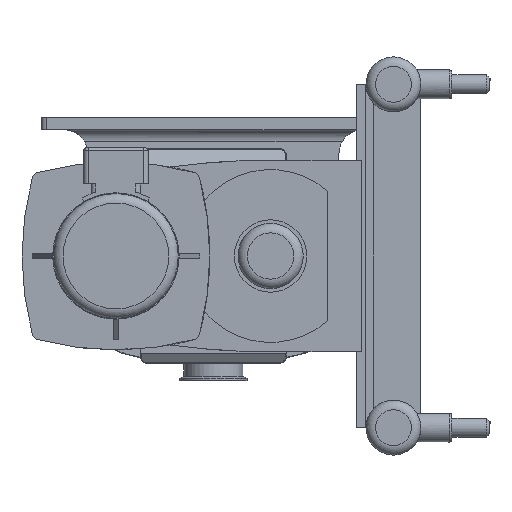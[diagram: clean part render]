
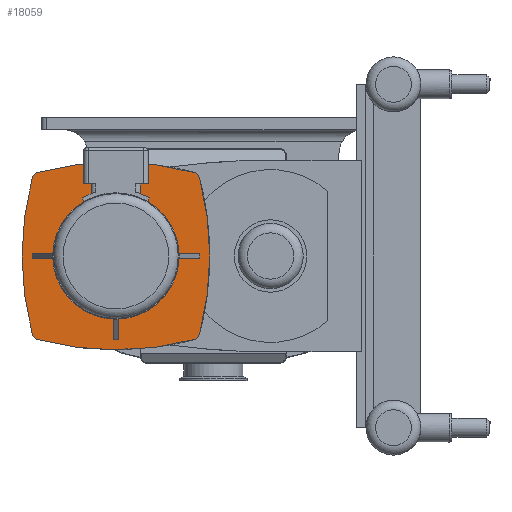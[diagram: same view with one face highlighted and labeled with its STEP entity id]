
A CAD part, left-side view. The second image highlights one B-rep face of the part: STEP entity #18059.
In plain terms, the highlighted planar face has unit normal (-1, 0, 0).
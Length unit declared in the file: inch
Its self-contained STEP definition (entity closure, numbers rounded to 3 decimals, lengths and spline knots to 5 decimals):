
#618=FACE_BOUND('',#3527,.T.);
#1108=CIRCLE('',#19260,0.39);
#1109=CIRCLE('',#19261,15.75);
#1110=CIRCLE('',#19262,0.39);
#1111=CIRCLE('',#19263,15.75);
#1112=CIRCLE('',#19264,0.39);
#1113=CIRCLE('',#19265,15.75);
#1114=CIRCLE('',#19266,0.39);
#1115=CIRCLE('',#19267,15.75);
#1116=CIRCLE('',#19268,2.50338);
#1117=CIRCLE('',#19269,2.50338);
#1118=CIRCLE('',#19270,2.50338);
#1119=CIRCLE('',#19271,2.50338);
#2431=FACE_OUTER_BOUND('',#3526,.T.);
#3526=EDGE_LOOP('',(#12975,#12976,#12977,#12978,#12979,#12980,#12981,#12982));
#3527=EDGE_LOOP('',(#12983,#12984,#12985,#12986,#12987,#12988,#12989,#12990,
#12991,#12992,#12993,#12994,#12995,#12996,#12997,#12998));
#4842=LINE('',#28310,#6244);
#4846=LINE('',#28318,#6248);
#4849=LINE('',#28329,#6251);
#4853=LINE('',#28337,#6255);
#4856=LINE('',#28348,#6258);
#4860=LINE('',#28360,#6262);
#4863=LINE('',#28371,#6265);
#4867=LINE('',#28382,#6269);
#4869=LINE('',#28386,#6271);
#4872=LINE('',#28416,#6274);
#4873=LINE('',#28418,#6275);
#4874=LINE('',#28420,#6276);
#6244=VECTOR('',#21949,0.3937);
#6248=VECTOR('',#21955,0.3937);
#6251=VECTOR('',#21960,0.3937);
#6255=VECTOR('',#21966,0.3937);
#6258=VECTOR('',#21971,0.3937);
#6262=VECTOR('',#21977,0.3937);
#6265=VECTOR('',#21982,0.3937);
#6269=VECTOR('',#21988,0.3937);
#6271=VECTOR('',#21992,0.3937);
#6274=VECTOR('',#22019,0.3937);
#6275=VECTOR('',#22020,0.3937);
#6276=VECTOR('',#22021,0.3937);
#7672=VERTEX_POINT('',#28308);
#7673=VERTEX_POINT('',#28309);
#7676=VERTEX_POINT('',#28317);
#7679=VERTEX_POINT('',#28327);
#7680=VERTEX_POINT('',#28328);
#7683=VERTEX_POINT('',#28336);
#7686=VERTEX_POINT('',#28346);
#7687=VERTEX_POINT('',#28347);
#7691=VERTEX_POINT('',#28359);
#7694=VERTEX_POINT('',#28369);
#7695=VERTEX_POINT('',#28370);
#7699=VERTEX_POINT('',#28385);
#7702=VERTEX_POINT('',#28395);
#7703=VERTEX_POINT('',#28396);
#7704=VERTEX_POINT('',#28398);
#7705=VERTEX_POINT('',#28400);
#7706=VERTEX_POINT('',#28402);
#7707=VERTEX_POINT('',#28404);
#7708=VERTEX_POINT('',#28406);
#7709=VERTEX_POINT('',#28408);
#7710=VERTEX_POINT('',#28413);
#7711=VERTEX_POINT('',#28415);
#7712=VERTEX_POINT('',#28417);
#7713=VERTEX_POINT('',#28419);
#9637=EDGE_CURVE('',#7672,#7673,#4842,.T.);
#9641=EDGE_CURVE('',#7676,#7672,#4846,.T.);
#9645=EDGE_CURVE('',#7679,#7680,#4849,.T.);
#9649=EDGE_CURVE('',#7680,#7683,#4853,.T.);
#9653=EDGE_CURVE('',#7686,#7687,#4856,.T.);
#9658=EDGE_CURVE('',#7691,#7679,#4860,.T.);
#9662=EDGE_CURVE('',#7694,#7695,#4863,.T.);
#9667=EDGE_CURVE('',#7687,#7694,#4867,.T.);
#9669=EDGE_CURVE('',#7673,#7699,#4869,.T.);
#9673=EDGE_CURVE('',#7702,#7703,#1108,.T.);
#9674=EDGE_CURVE('',#7702,#7704,#1109,.T.);
#9675=EDGE_CURVE('',#7705,#7704,#1110,.T.);
#9676=EDGE_CURVE('',#7705,#7706,#1111,.T.);
#9677=EDGE_CURVE('',#7707,#7706,#1112,.T.);
#9678=EDGE_CURVE('',#7707,#7708,#1113,.T.);
#9679=EDGE_CURVE('',#7709,#7708,#1114,.T.);
#9680=EDGE_CURVE('',#7709,#7703,#1115,.T.);
#9681=EDGE_CURVE('',#7695,#7676,#1116,.T.);
#9682=EDGE_CURVE('',#7699,#7691,#1117,.T.);
#9683=EDGE_CURVE('',#7683,#7710,#1118,.T.);
#9684=EDGE_CURVE('',#7710,#7711,#4872,.T.);
#9685=EDGE_CURVE('',#7711,#7712,#4873,.T.);
#9686=EDGE_CURVE('',#7712,#7713,#4874,.T.);
#9687=EDGE_CURVE('',#7713,#7686,#1119,.T.);
#12975=ORIENTED_EDGE('',*,*,#9673,.F.);
#12976=ORIENTED_EDGE('',*,*,#9674,.T.);
#12977=ORIENTED_EDGE('',*,*,#9675,.F.);
#12978=ORIENTED_EDGE('',*,*,#9676,.T.);
#12979=ORIENTED_EDGE('',*,*,#9677,.F.);
#12980=ORIENTED_EDGE('',*,*,#9678,.T.);
#12981=ORIENTED_EDGE('',*,*,#9679,.F.);
#12982=ORIENTED_EDGE('',*,*,#9680,.T.);
#12983=ORIENTED_EDGE('',*,*,#9653,.T.);
#12984=ORIENTED_EDGE('',*,*,#9667,.T.);
#12985=ORIENTED_EDGE('',*,*,#9662,.T.);
#12986=ORIENTED_EDGE('',*,*,#9681,.T.);
#12987=ORIENTED_EDGE('',*,*,#9641,.T.);
#12988=ORIENTED_EDGE('',*,*,#9637,.T.);
#12989=ORIENTED_EDGE('',*,*,#9669,.T.);
#12990=ORIENTED_EDGE('',*,*,#9682,.T.);
#12991=ORIENTED_EDGE('',*,*,#9658,.T.);
#12992=ORIENTED_EDGE('',*,*,#9645,.T.);
#12993=ORIENTED_EDGE('',*,*,#9649,.T.);
#12994=ORIENTED_EDGE('',*,*,#9683,.T.);
#12995=ORIENTED_EDGE('',*,*,#9684,.T.);
#12996=ORIENTED_EDGE('',*,*,#9685,.T.);
#12997=ORIENTED_EDGE('',*,*,#9686,.T.);
#12998=ORIENTED_EDGE('',*,*,#9687,.T.);
#17483=PLANE('',#19259);
#18059=ADVANCED_FACE('',(#2431,#618),#17483,.F.);
#19259=AXIS2_PLACEMENT_3D('',#28394,#21995,#21996);
#19260=AXIS2_PLACEMENT_3D('',#28397,#21997,#21998);
#19261=AXIS2_PLACEMENT_3D('',#28399,#21999,#22000);
#19262=AXIS2_PLACEMENT_3D('',#28401,#22001,#22002);
#19263=AXIS2_PLACEMENT_3D('',#28403,#22003,#22004);
#19264=AXIS2_PLACEMENT_3D('',#28405,#22005,#22006);
#19265=AXIS2_PLACEMENT_3D('',#28407,#22007,#22008);
#19266=AXIS2_PLACEMENT_3D('',#28409,#22009,#22010);
#19267=AXIS2_PLACEMENT_3D('',#28410,#22011,#22012);
#19268=AXIS2_PLACEMENT_3D('',#28411,#22013,#22014);
#19269=AXIS2_PLACEMENT_3D('',#28412,#22015,#22016);
#19270=AXIS2_PLACEMENT_3D('',#28414,#22017,#22018);
#19271=AXIS2_PLACEMENT_3D('',#28421,#22022,#22023);
#21949=DIRECTION('',(0.,0.,-1.));
#21955=DIRECTION('',(0.,-1.,0.));
#21960=DIRECTION('',(0.,1.,0.));
#21966=DIRECTION('',(0.,0.,1.));
#21971=DIRECTION('',(0.,0.,1.));
#21977=DIRECTION('',(0.,0.,-1.));
#21982=DIRECTION('',(0.,0.,-1.));
#21988=DIRECTION('',(0.,-1.,0.));
#21992=DIRECTION('',(0.,1.,0.));
#21995=DIRECTION('center_axis',(1.,0.,0.));
#21996=DIRECTION('ref_axis',(0.,0.,
-1.));
#21997=DIRECTION('center_axis',(1.,0.,0.));
#21998=DIRECTION('ref_axis',(0.,-0.707,0.707));
#21999=DIRECTION('center_axis',(-1.,0.,0.));
#22000=DIRECTION('ref_axis',(0.,-0.274,-0.962));
#22001=DIRECTION('center_axis',(1.,0.,0.));
#22002=DIRECTION('ref_axis',(0.,0.707,0.707));
#22003=DIRECTION('center_axis',(-1.,0.,0.));
#22004=DIRECTION('ref_axis',(0.,-0.962,0.274));
#22005=DIRECTION('center_axis',(1.,0.,0.));
#22006=DIRECTION('ref_axis',(0.,0.707,-0.707));
#22007=DIRECTION('center_axis',(-1.,0.,0.));
#22008=DIRECTION('ref_axis',(0.,0.274,0.962));
#22009=DIRECTION('center_axis',(1.,0.,0.));
#22010=DIRECTION('ref_axis',(0.,-0.707,-0.707));
#22011=DIRECTION('center_axis',(-1.,0.,0.));
#22012=DIRECTION('ref_axis',(0.,0.962,-0.274));
#22013=DIRECTION('center_axis',(1.,0.,0.));
#22014=DIRECTION('ref_axis',(0.,1.,0.));
#22015=DIRECTION('center_axis',(1.,0.,0.));
#22016=DIRECTION('ref_axis',(0.,1.,0.));
#22017=DIRECTION('center_axis',(1.,0.,0.));
#22018=DIRECTION('ref_axis',(0.,1.,0.));
#22019=DIRECTION('',(0.,1.,0.));
#22020=DIRECTION('',(0.,0.,1.));
#22021=DIRECTION('',(0.,-1.,0.));
#22022=DIRECTION('center_axis',(1.,0.,0.));
#22023=DIRECTION('ref_axis',(0.,1.,0.));
#28308=CARTESIAN_POINT('',(-28.256,0.72313,0.118));
#28309=CARTESIAN_POINT('',(-28.256,0.72313,-0.118));
#28310=CARTESIAN_POINT('',(-28.256,0.72313,0.));
#28317=CARTESIAN_POINT('',(-28.256,2.6094,0.118));
#28318=CARTESIAN_POINT('',(-28.256,4.13711,0.118));
#28327=CARTESIAN_POINT('',(-28.256,4.992,-4.38687));
#28328=CARTESIAN_POINT('',(-28.256,5.228,-4.38687));
#28329=CARTESIAN_POINT('',(-28.256,5.11,-4.38687));
#28336=CARTESIAN_POINT('',(-28.256,5.228,-2.5006));
#28337=CARTESIAN_POINT('',(-28.256,5.228,-0.97289));
#28346=CARTESIAN_POINT('',(-28.256,5.228,2.5006));
#28347=CARTESIAN_POINT('',(-28.256,5.228,4.38687));
#28348=CARTESIAN_POINT('',(-28.256,5.228,-0.97289));
#28359=CARTESIAN_POINT('',(-28.256,4.992,-2.5006));
#28360=CARTESIAN_POINT('',(-28.256,4.992,-0.97289));
#28369=CARTESIAN_POINT('',(-28.256,4.992,4.38687));
#28370=CARTESIAN_POINT('',(-28.256,4.992,2.5006));
#28371=CARTESIAN_POINT('',(-28.256,4.992,0.97289));
#28382=CARTESIAN_POINT('',(-28.256,5.11,4.38687));
#28385=CARTESIAN_POINT('',(-28.256,2.6094,-0.118));
#28386=CARTESIAN_POINT('',(-28.256,4.13711,-0.118));
#28394=CARTESIAN_POINT('Origin',(-28.256,5.11,0.));
#28395=CARTESIAN_POINT('',(-28.256,1.00721,4.37774));
#28396=CARTESIAN_POINT('',(-28.256,0.73226,4.10279));
#28397=CARTESIAN_POINT('Origin',(-28.256,1.1088,4.0012));
#28398=CARTESIAN_POINT('',(-28.256,9.21279,4.37774));
#28399=CARTESIAN_POINT('Origin',(-28.256,5.11,-10.8285));
#28400=CARTESIAN_POINT('',(-28.256,9.48774,4.10279));
#28401=CARTESIAN_POINT('Origin',(-28.256,9.1112,4.0012));
#28402=CARTESIAN_POINT('',(-28.256,9.48774,-4.10279));
#28403=CARTESIAN_POINT('Origin',(-28.256,-5.7185,0.));
#28404=CARTESIAN_POINT('',(-28.256,9.21279,-4.37774));
#28405=CARTESIAN_POINT('Origin',(-28.256,9.1112,-4.0012));
#28406=CARTESIAN_POINT('',(-28.256,1.00721,-4.37774));
#28407=CARTESIAN_POINT('Origin',(-28.256,5.11,10.8285));
#28408=CARTESIAN_POINT('',(-28.256,0.73226,-4.10279));
#28409=CARTESIAN_POINT('Origin',(-28.256,1.1088,-4.0012));
#28410=CARTESIAN_POINT('Origin',(-28.256,15.9385,0.));
#28411=CARTESIAN_POINT('Origin',(-28.256,5.11,0.));
#28412=CARTESIAN_POINT('Origin',(-28.256,5.11,0.));
#28413=CARTESIAN_POINT('',(-28.256,7.6106,-0.118));
#28414=CARTESIAN_POINT('Origin',(-28.256,5.11,0.));
#28415=CARTESIAN_POINT('',(-28.256,9.49687,-0.118));
#28416=CARTESIAN_POINT('',(-28.256,6.08289,-0.118));
#28417=CARTESIAN_POINT('',(-28.256,9.49687,0.118));
#28418=CARTESIAN_POINT('',(-28.256,9.49687,0.));
#28419=CARTESIAN_POINT('',(-28.256,7.6106,0.118));
#28420=CARTESIAN_POINT('',(-28.256,6.08289,0.118));
#28421=CARTESIAN_POINT('Origin',(-28.256,5.11,0.));
